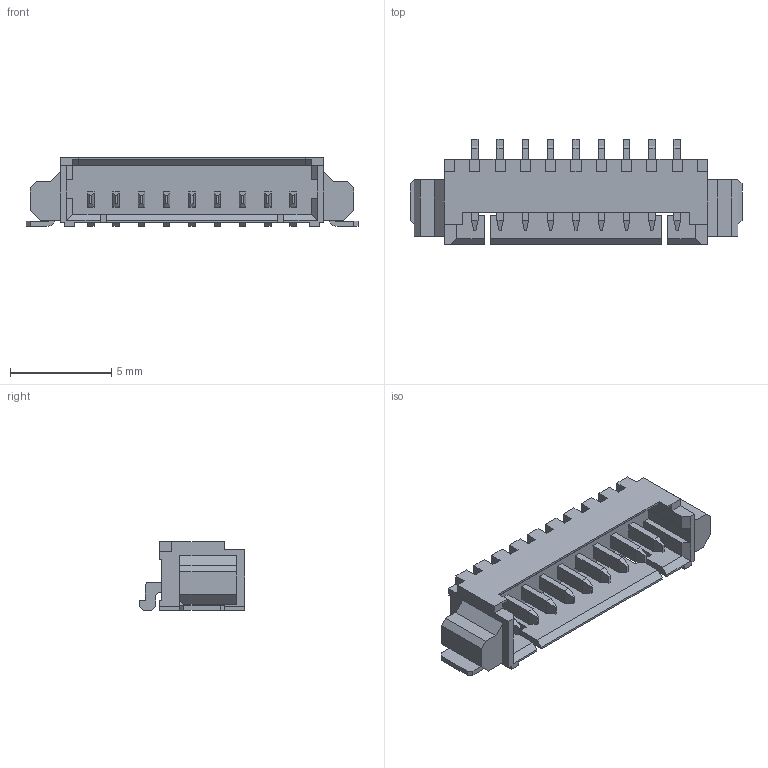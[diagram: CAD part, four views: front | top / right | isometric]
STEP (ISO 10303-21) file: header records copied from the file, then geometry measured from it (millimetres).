
FILE_DESCRIPTION (( 'STEP AP214' ), '1' );
FILE_NAME ('532610971.STEP', '2021-11-24T20:40:28', ( 'AVRASM1234' ), ( '' ), 'SwSTEP 2.0', 'SolidWorks 2017', '' );
FILE_SCHEMA (( 'AUTOMOTIVE_DESIGN' ));
Length unit declared in the file: millimetre
Products named in the file (1): 532610971
Bounding box: 16.4 x 5.2 x 3.4 mm (x, y, z)
Volume: 98.9 mm3; surface area: 456.4 mm2
Topology: 12 solids, 12 shells, 480 faces, 1314 edges, 860 vertices
Faces by surface type: plane 454, cylinder 26
Entity records: 17543 total; most frequent: CARTESIAN_POINT 2655, ORIENTED_EDGE 2628, DIRECTION 2328, EDGE_CURVE 1314, VECTOR 1262, LINE 1262, VERTEX_POINT 860, AXIS2_PLACEMENT_3D 533
